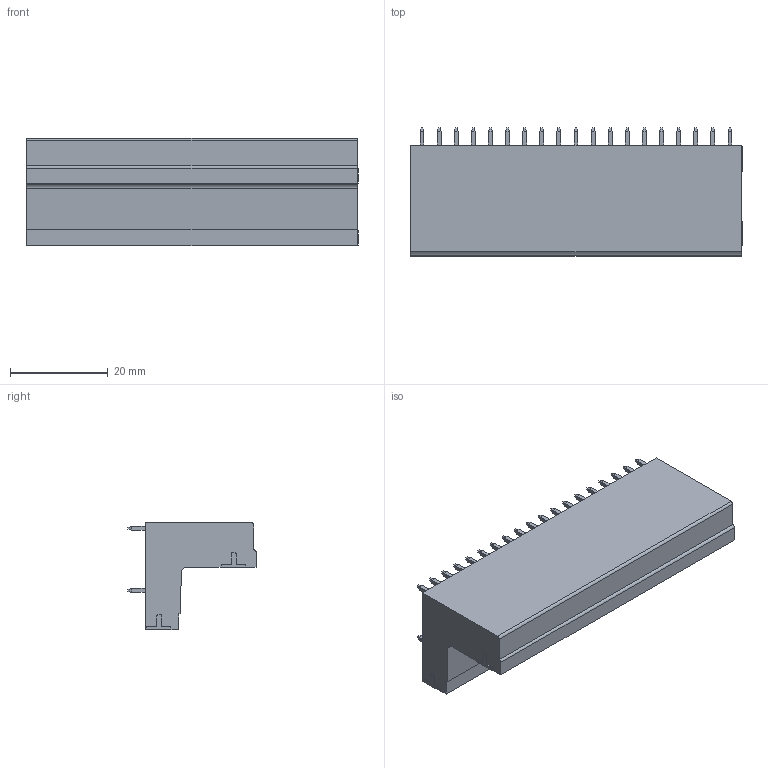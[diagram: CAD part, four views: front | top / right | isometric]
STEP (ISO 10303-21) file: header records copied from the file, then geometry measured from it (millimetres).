
FILE_DESCRIPTION((''),'2;1');
FILE_NAME('TLPHDC-005R-XXP','2024-09-23T15:06:42',('sheji109'),(''),'CREO PARAMETRIC BY PTC INC, 2018100','CREO PARAMETRIC BY PTC INC, 2018100','');
FILE_SCHEMA(('CONFIG_CONTROL_DESIGN'));
Products named in the file (1): TLPHDC-005R-XXP
Bounding box: 67.9 x 26.2 x 21.9 mm (x, y, z)
Volume: 15964 mm3; surface area: 14199.9 mm2
Topology: 1 solids, 1 shells, 2912 faces, 7856 edges, 5098 vertices
Faces by surface type: plane 2057, cylinder 589, cone 190, torus 76
Entity records: 90696 total; most frequent: CARTESIAN_POINT 17044, ORIENTED_EDGE 15712, DIRECTION 14744, EDGE_CURVE 7856, VECTOR 6032, LINE 6032, VERTEX_POINT 5098, AXIS2_PLACEMENT_3D 4356
